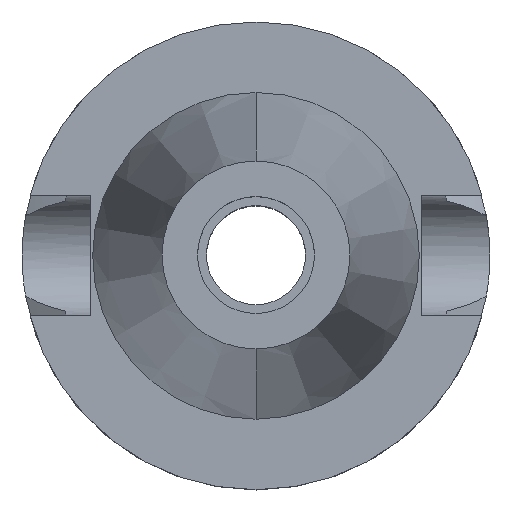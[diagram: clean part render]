
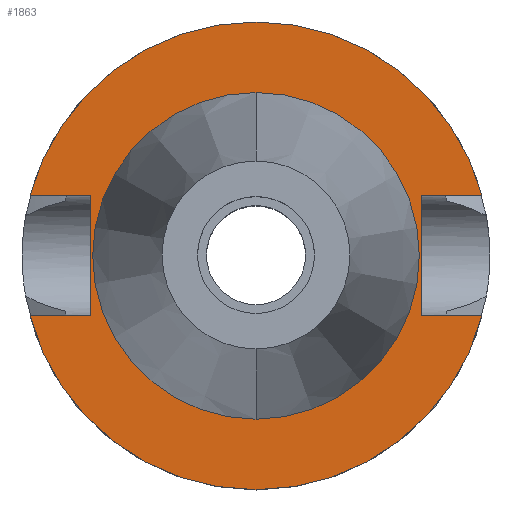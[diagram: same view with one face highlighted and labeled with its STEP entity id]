
A CAD part, top view. The second image highlights one B-rep face of the part: STEP entity #1863.
In plain terms, the highlighted planar face has unit normal (0, 0, 1).
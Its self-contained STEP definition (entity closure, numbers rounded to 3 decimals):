
#691=DIRECTION('',(1.,0.,0.));
#692=VECTOR('',#691,12.921);
#693=CARTESIAN_POINT('',(35.4,12.85,-1.5));
#694=LINE('',#693,#692);
#738=DIRECTION('',(0.,1.,0.));
#739=VECTOR('',#738,25.7);
#740=CARTESIAN_POINT('',(-35.4,-12.85,-1.5));
#741=LINE('',#740,#739);
#745=DIRECTION('',(-1.,0.,0.));
#746=VECTOR('',#745,12.921);
#747=CARTESIAN_POINT('',(-35.4,12.85,-1.5));
#748=LINE('',#747,#746);
#752=CARTESIAN_POINT('',(0.,0.,-1.5));
#753=DIRECTION('',(0.,0.,-1.));
#754=DIRECTION('',(-0.966,0.257,0.));
#755=AXIS2_PLACEMENT_3D('',#752,#753,#754);
#760=CARTESIAN_POINT('',(0.,0.,-1.5));
#761=DIRECTION('',(0.,0.,-1.));
#762=DIRECTION('',(0.,1.,0.));
#763=AXIS2_PLACEMENT_3D('',#760,#761,#762);
#768=DIRECTION('',(0.,-1.,0.));
#769=VECTOR('',#768,25.7);
#770=CARTESIAN_POINT('',(35.4,12.85,-1.5));
#771=LINE('',#770,#769);
#775=DIRECTION('',(1.,0.,0.));
#776=VECTOR('',#775,12.921);
#777=CARTESIAN_POINT('',(35.4,-12.85,-1.5));
#778=LINE('',#777,#776);
#782=CARTESIAN_POINT('',(0.,0.,-1.5));
#783=DIRECTION('',(0.,0.,-1.));
#784=DIRECTION('',(0.966,-0.257,0.));
#785=AXIS2_PLACEMENT_3D('',#782,#783,#784);
#790=CARTESIAN_POINT('',(0.,0.,-1.5));
#791=DIRECTION('',(0.,0.,-1.));
#792=DIRECTION('',(0.,-1.,0.));
#793=AXIS2_PLACEMENT_3D('',#790,#791,#792);
#798=CARTESIAN_POINT('',(0.,0.,-1.5));
#799=DIRECTION('',(0.,0.,1.));
#800=DIRECTION('',(0.,-1.,0.));
#801=AXIS2_PLACEMENT_3D('',#798,#799,#800);
#806=CARTESIAN_POINT('',(0.,0.,-1.5));
#807=DIRECTION('',(0.,0.,1.));
#808=DIRECTION('',(0.,1.,0.));
#809=AXIS2_PLACEMENT_3D('',#806,#807,#808);
#844=DIRECTION('',(-1.,0.,0.));
#845=VECTOR('',#844,12.921);
#846=CARTESIAN_POINT('',(-35.4,-12.85,-1.5));
#847=LINE('',#846,#845);
#1206=CARTESIAN_POINT('',(-35.4,-12.85,-1.5));
#1207=VERTEX_POINT('',#1206);
#1208=CARTESIAN_POINT('',(-48.321,-12.85,-1.5));
#1209=VERTEX_POINT('',#1208);
#1212=CARTESIAN_POINT('',(-35.4,12.85,-1.5));
#1213=VERTEX_POINT('',#1212);
#1214=CARTESIAN_POINT('',(-48.321,12.85,-1.5));
#1215=VERTEX_POINT('',#1214);
#1216=CARTESIAN_POINT('',(0.,50.,-1.5));
#1217=CARTESIAN_POINT('',(48.321,12.85,-1.5));
#1218=VERTEX_POINT('',#1216);
#1219=VERTEX_POINT('',#1217);
#1220=CARTESIAN_POINT('',(35.4,12.85,-1.5));
#1221=VERTEX_POINT('',#1220);
#1222=CARTESIAN_POINT('',(35.4,-12.85,-1.5));
#1223=VERTEX_POINT('',#1222);
#1224=CARTESIAN_POINT('',(48.321,-12.85,-1.5));
#1225=VERTEX_POINT('',#1224);
#1226=CARTESIAN_POINT('',(0.,-50.,-1.5));
#1227=VERTEX_POINT('',#1226);
#1228=CARTESIAN_POINT('',(0.,-34.925,-1.5));
#1229=CARTESIAN_POINT('',(0.,34.925,-1.5));
#1230=VERTEX_POINT('',#1228);
#1231=VERTEX_POINT('',#1229);
#1832=CARTESIAN_POINT('',(0.,0.,-1.5));
#1833=DIRECTION('',(0.,0.,-1.));
#1834=DIRECTION('',(0.,-1.,0.));
#1835=AXIS2_PLACEMENT_3D('',#1832,#1833,#1834);
#1836=PLANE('',#1835);
#1838=ORIENTED_EDGE('',*,*,#1837,.T.);
#1840=ORIENTED_EDGE('',*,*,#1839,.T.);
#1842=ORIENTED_EDGE('',*,*,#1841,.T.);
#1844=ORIENTED_EDGE('',*,*,#1843,.T.);
#1845=ORIENTED_EDGE('',*,*,#1808,.F.);
#1846=ORIENTED_EDGE('',*,*,#1822,.T.);
#1848=ORIENTED_EDGE('',*,*,#1847,.T.);
#1850=ORIENTED_EDGE('',*,*,#1849,.T.);
#1852=ORIENTED_EDGE('',*,*,#1851,.T.);
#1854=ORIENTED_EDGE('',*,*,#1853,.F.);
#1855=EDGE_LOOP('',(#1838,#1840,#1842,#1844,#1845,#1846,#1848,#1850,#1852,
#1854));
#1856=FACE_OUTER_BOUND('',#1855,.F.);
#1858=ORIENTED_EDGE('',*,*,#1857,.T.);
#1860=ORIENTED_EDGE('',*,*,#1859,.T.);
#1861=EDGE_LOOP('',(#1858,#1860));
#1862=FACE_BOUND('',#1861,.F.);
#756=CIRCLE('',#755,50.);
#764=CIRCLE('',#763,50.);
#786=CIRCLE('',#785,50.);
#794=CIRCLE('',#793,50.);
#802=CIRCLE('',#801,34.925);
#810=CIRCLE('',#809,34.925);
#1808=EDGE_CURVE('',#1221,#1219,#694,.T.);
#1822=EDGE_CURVE('',#1221,#1223,#771,.T.);
#1837=EDGE_CURVE('',#1207,#1213,#741,.T.);
#1839=EDGE_CURVE('',#1213,#1215,#748,.T.);
#1841=EDGE_CURVE('',#1215,#1218,#756,.T.);
#1843=EDGE_CURVE('',#1218,#1219,#764,.T.);
#1847=EDGE_CURVE('',#1223,#1225,#778,.T.);
#1849=EDGE_CURVE('',#1225,#1227,#786,.T.);
#1851=EDGE_CURVE('',#1227,#1209,#794,.T.);
#1853=EDGE_CURVE('',#1207,#1209,#847,.T.);
#1857=EDGE_CURVE('',#1230,#1231,#802,.T.);
#1859=EDGE_CURVE('',#1231,#1230,#810,.T.);
#1863=ADVANCED_FACE('',(#1856,#1862),#1836,.F.);
